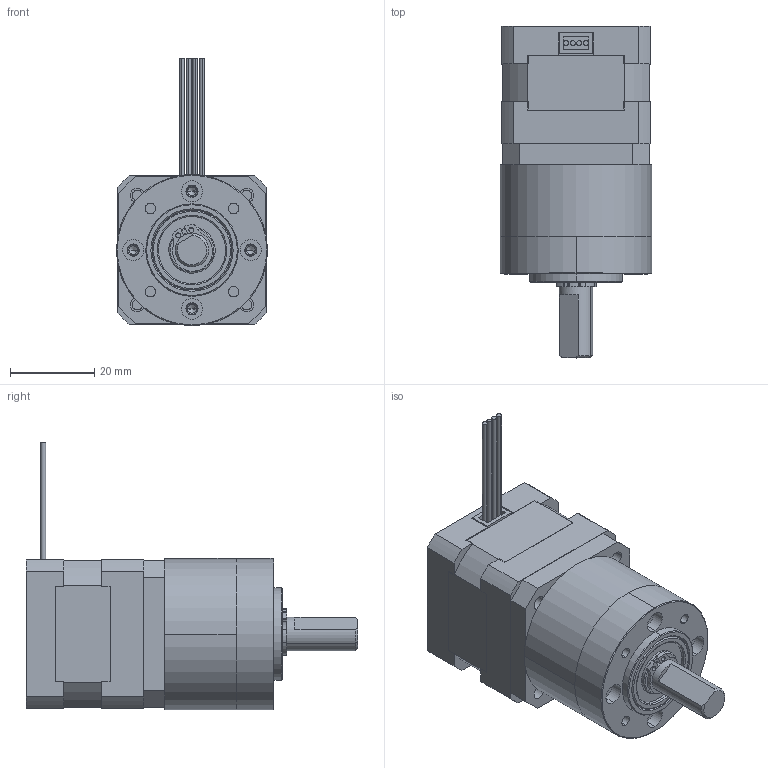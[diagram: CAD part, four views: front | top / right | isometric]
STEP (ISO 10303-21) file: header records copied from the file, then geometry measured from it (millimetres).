
FILE_DESCRIPTION (( 'STEP AP203' ), '1' );
FILE_NAME ('35H228-0504AG5.18.STEP', '2022-10-19T00:48:47', ( '' ), ( '' ), 'SwSTEP 2.0', 'SolidWorks 2020', '' );
FILE_SCHEMA (( 'CONFIG_CONTROL_DESIGN' ));
Length unit declared in the file: millimetre
Products named in the file (13): PLA36-002怀堤粣; 粣8縐遠; PLA36-004綴傷裔; 35D16-Aヶ傷裔; 盄旰; PLA36-003ヶ傷裔; 698ZZ 19x8x6; 35H228-0504AG5.18; 隅赽; M3蹟隊; PLA36-013齿圈; 珨撰熬厒掀; 35D16-B綴傷裔
Assembly tree (16 placements, depth 3):
  35H228-0504AG5.18
    隅赽
    35D16-Aヶ傷裔
    35D16-B綴傷裔
    M3蹟隊  x4
    盄旰
    珨撰熬厒掀
      PLA36-003ヶ傷裔
      PLA36-002怀堤粣
      698ZZ 19x8x6  x2
      粣8縐遠
      PLA36-013齿圈
      PLA36-004綴傷裔
Bounding box: 36 x 79 x 63.65 mm (x, y, z)
Volume: 60223.9 mm3; surface area: 31659.7 mm2
Topology: 19 solids, 19 shells, 806 faces, 2078 edges, 1336 vertices
Faces by surface type: cylinder 539, plane 150, cone 69, torus 32, bspline 16
Entity records: 23671 total; most frequent: DIRECTION 4342, CARTESIAN_POINT 3803, ORIENTED_EDGE 3646, EDGE_CURVE 1823, AXIS2_PLACEMENT_3D 1807, VERTEX_POINT 1188, CIRCLE 1091, EDGE_LOOP 807
